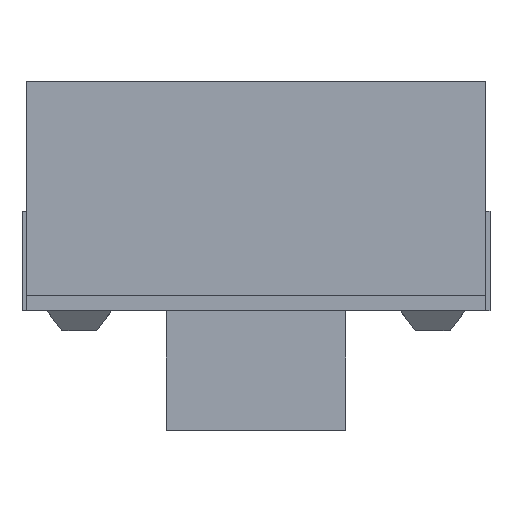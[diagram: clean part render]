
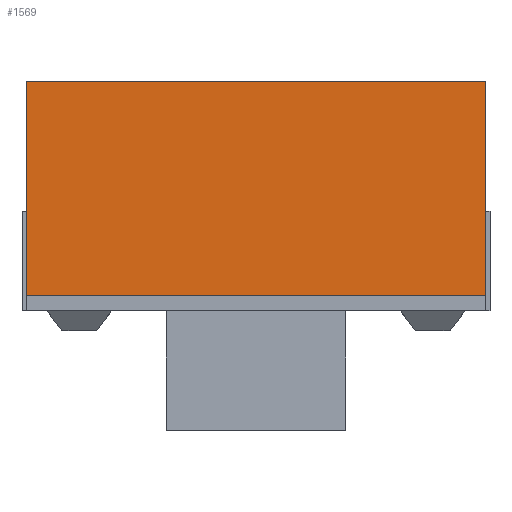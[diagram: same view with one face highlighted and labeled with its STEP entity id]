
A CAD part, top view. The second image highlights one B-rep face of the part: STEP entity #1569.
In plain terms, the highlighted planar face has unit normal (0, 0, 1).
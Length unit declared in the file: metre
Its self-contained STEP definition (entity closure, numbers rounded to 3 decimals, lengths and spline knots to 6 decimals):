
#368=ORIENTED_EDGE('',*,*,#632,.T.);
#369=ORIENTED_EDGE('',*,*,#609,.T.);
#370=ORIENTED_EDGE('',*,*,#634,.F.);
#371=ORIENTED_EDGE('',*,*,#580,.F.);
#580=EDGE_CURVE('',#754,#755,#930,.T.);
#609=EDGE_CURVE('',#774,#775,#959,.T.);
#632=EDGE_CURVE('',#754,#774,#982,.T.);
#634=EDGE_CURVE('',#755,#775,#984,.T.);
#754=VERTEX_POINT('',#2420);
#755=VERTEX_POINT('',#2422);
#774=VERTEX_POINT('',#2480);
#775=VERTEX_POINT('',#2481);
#930=LINE('',#2421,#1138);
#959=LINE('',#2479,#1167);
#982=LINE('',#2526,#1190);
#984=LINE('',#2529,#1192);
#1138=VECTOR('',#1976,1.);
#1167=VECTOR('',#2025,1.);
#1190=VECTOR('',#2068,1.);
#1192=VECTOR('',#2072,1.);
#1293=EDGE_LOOP('',(#368,#369,#370,#371));
#1393=FACE_BOUND('',#1293,.T.);
#1483=PLANE('',#1722);
#1569=ADVANCED_FACE('',(#1393),#1483,.T.);
#1722=AXIS2_PLACEMENT_3D('',#2531,#2074,#2075);
#1976=DIRECTION('',(1.,0.,0.));
#2025=DIRECTION('',(1.,0.,0.));
#2068=DIRECTION('',(0.,-1.,0.));
#2072=DIRECTION('',(0.,-1.,0.));
#2074=DIRECTION('',(0.,0.,1.));
#2075=DIRECTION('',(1.,0.,0.));
#2420=CARTESIAN_POINT('',(0.,0.,0.00182));
#2421=CARTESIAN_POINT('',(0.0023,0.,0.00182));
#2422=CARTESIAN_POINT('',(0.0046,0.,0.00182));
#2479=CARTESIAN_POINT('',(0.0023,-0.00215,0.00182));
#2480=CARTESIAN_POINT('',(0.,-0.00215,0.00182));
#2481=CARTESIAN_POINT('',(0.0046,-0.00215,0.00182));
#2526=CARTESIAN_POINT('',(0.,-0.00115,0.00182));
#2529=CARTESIAN_POINT('',(0.0046,-0.00115,0.00182));
#2531=CARTESIAN_POINT('',(0.0023,-0.00115,0.00182));
